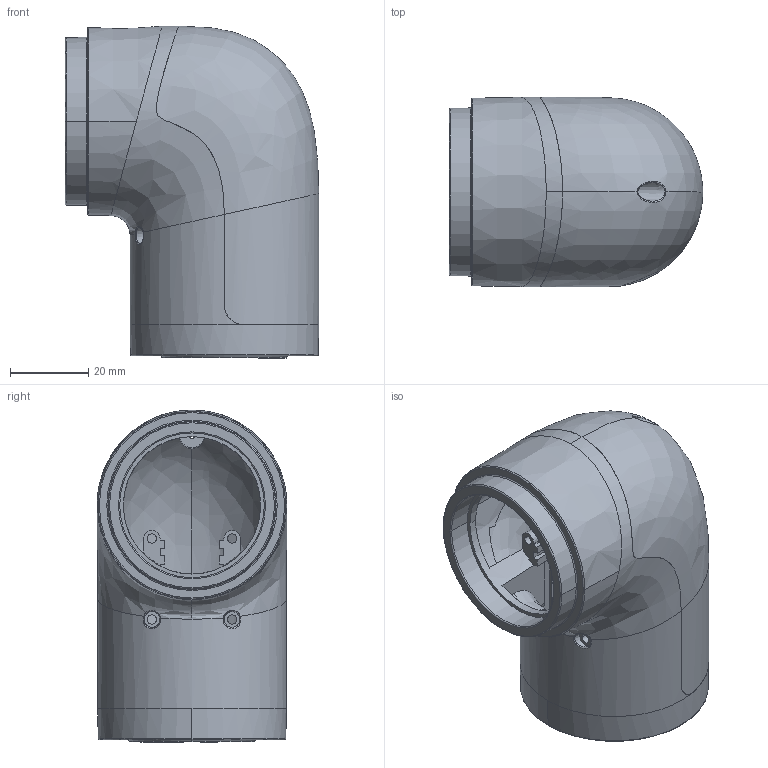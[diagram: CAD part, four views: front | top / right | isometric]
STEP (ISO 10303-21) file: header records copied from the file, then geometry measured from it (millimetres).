
FILE_DESCRIPTION (( 'STEP AP203' ), '1' );
FILE_NAME ('arm1_Default_sldprt.STEP', '2023-10-11T04:20:45', ( '' ), ( '' ), 'SwSTEP 2.0', 'SolidWorks 2023', '' );
FILE_SCHEMA (( 'CONFIG_CONTROL_DESIGN' ));
Length unit declared in the file: millimetre
Products named in the file (1): arm1_Default_sldprt
Bounding box: 64.86 x 48.56 x 84.91 mm (x, y, z)
Volume: 36442.6 mm3; surface area: 37847.4 mm2
Topology: 2 solids, 2 shells, 479 faces, 1395 edges, 925 vertices
Faces by surface type: plane 175, cone 111, cylinder 94, torus 50, bspline 49
Entity records: 32280 total; most frequent: CARTESIAN_POINT 20253, ORIENTED_EDGE 2790, DIRECTION 2196, EDGE_CURVE 1395, VERTEX_POINT 925, AXIS2_PLACEMENT_3D 894, EDGE_LOOP 524, FACE_OUTER_BOUND 479
